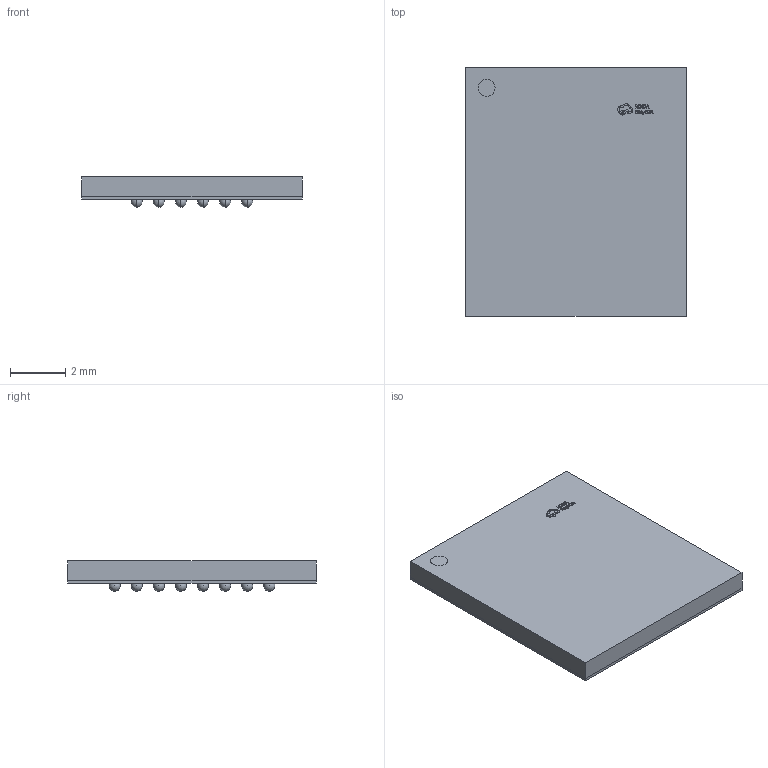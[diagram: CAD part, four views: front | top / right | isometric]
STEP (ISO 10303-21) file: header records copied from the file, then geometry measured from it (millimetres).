
FILE_DESCRIPTION (( 'STEP AP214' ), '1' );
FILE_NAME ('TFBGA-48_L9.0-W8.0-R6-C8-P0.80-TL.step', '2022-06-22T15:25:56', ( '' ), ( '' ), 'SwSTEP 2.0', 'SolidWorks 2020', '' );
FILE_SCHEMA (( 'AUTOMOTIVE_DESIGN' ));
Length unit declared in the file: millimetre
Products named in the file (1): TFBGA-48_L9.0-W8.0-R6-C8-P0.80-TL
Bounding box: 8 x 9 x 1.11 mm (x, y, z)
Volume: 59 mm3; surface area: 328.9 mm2
Topology: 2 solids, 2 shells, 398 faces, 1242 edges, 828 vertices
Faces by surface type: plane 188, bspline 112, sphere 96, cylinder 2
Entity records: 17659 total; most frequent: CARTESIAN_POINT 4189, ORIENTED_EDGE 2004, DIRECTION 1544, EDGE_CURVE 1002, VERTEX_POINT 684, LINE 578, VECTOR 578, AXIS2_PLACEMENT_3D 483
